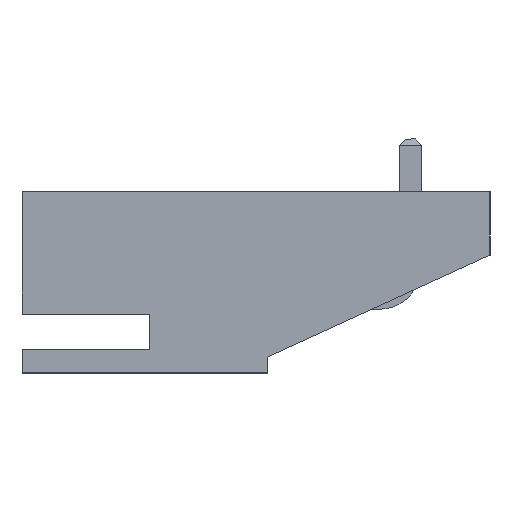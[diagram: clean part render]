
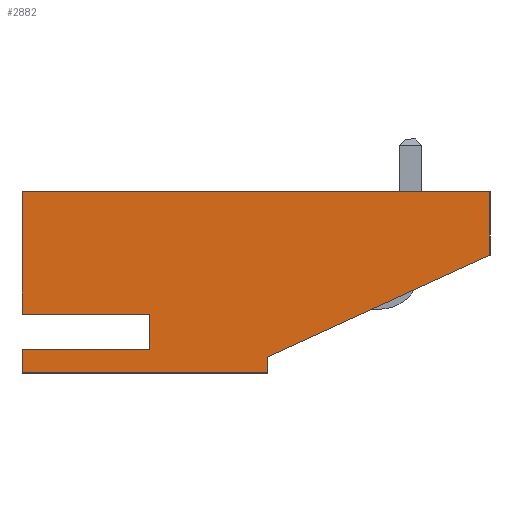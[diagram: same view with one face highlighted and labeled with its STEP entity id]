
A CAD part, left-side view. The second image highlights one B-rep face of the part: STEP entity #2882.
In plain terms, the highlighted planar face has unit normal (-1, 0, 0).
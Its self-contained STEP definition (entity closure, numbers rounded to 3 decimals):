
#1196 = EDGE_LOOP ( 'NONE', ( #2177, #2147, #2180, #2162, #2165, #2155, #2174, #2152, #2148, #2171 ) ) ;
#1821 = VERTEX_POINT ( 'NONE', #3655 ) ;
#1823 = VERTEX_POINT ( 'NONE', #3657 ) ;
#1824 = VERTEX_POINT ( 'NONE', #3660 ) ;
#1825 = VERTEX_POINT ( 'NONE', #3652 ) ;
#1826 = VERTEX_POINT ( 'NONE', #3661 ) ;
#1827 = VERTEX_POINT ( 'NONE', #3662 ) ;
#1828 = VERTEX_POINT ( 'NONE', #3663 ) ;
#1829 = VERTEX_POINT ( 'NONE', #3664 ) ;
#2061 = LINE ( 'NONE', #5006, #2068 ) ;
#2067 = LINE ( 'NONE', #5014, #2070 ) ;
#2068 = VECTOR ( 'NONE', #5013, 1000. ) ;
#2070 = VECTOR ( 'NONE', #5016, 1000. ) ;
#2085 = LINE ( 'NONE', #5028, #2090 ) ;
#2089 = LINE ( 'NONE', #5034, #2094 ) ;
#2090 = VECTOR ( 'NONE', #5035, 1000. ) ;
#2094 = VECTOR ( 'NONE', #5039, 1000. ) ;
#2147 = ORIENTED_EDGE ( 'NONE', *, *, #2550, .T. ) ;
#2148 = ORIENTED_EDGE ( 'NONE', *, *, #2560, .F. ) ;
#2152 = ORIENTED_EDGE ( 'NONE', *, *, #2549, .F. ) ;
#2155 = ORIENTED_EDGE ( 'NONE', *, *, #2582, .F. ) ;
#2162 = ORIENTED_EDGE ( 'NONE', *, *, #2573, .T. ) ;
#2165 = ORIENTED_EDGE ( 'NONE', *, *, #2600, .T. ) ;
#2171 = ORIENTED_EDGE ( 'NONE', *, *, #2594, .T. ) ;
#2174 = ORIENTED_EDGE ( 'NONE', *, *, #2562, .F. ) ;
#2177 = ORIENTED_EDGE ( 'NONE', *, *, #2614, .T. ) ;
#2180 = ORIENTED_EDGE ( 'NONE', *, *, #2610, .F. ) ;
#2349 = VERTEX_POINT ( 'NONE', #4947 ) ;
#2350 = VERTEX_POINT ( 'NONE', #4948 ) ;
#2549 = EDGE_CURVE ( 'NONE', #1829, #1821, #2061, .T. ) ;
#2550 = EDGE_CURVE ( 'NONE', #1824, #1826, #2067, .T. ) ;
#2560 = EDGE_CURVE ( 'NONE', #1828, #1829, #2085, .T. ) ;
#2562 = EDGE_CURVE ( 'NONE', #1821, #1827, #2089, .T. ) ;
#2573 = EDGE_CURVE ( 'NONE', #1825, #2350, #3706, .T. ) ;
#2582 = EDGE_CURVE ( 'NONE', #1827, #2349, #3724, .T. ) ;
#2594 = EDGE_CURVE ( 'NONE', #1828, #1823, #3740, .T. ) ;
#2600 = EDGE_CURVE ( 'NONE', #2350, #2349, #3752, .T. ) ;
#2610 = EDGE_CURVE ( 'NONE', #1825, #1826, #3780, .T. ) ;
#2614 = EDGE_CURVE ( 'NONE', #1823, #1824, #3788, .T. ) ;
#2882 = ADVANCED_FACE ( 'NONE', ( #4176 ), #6012, .F. ) ;
#3460 = AXIS2_PLACEMENT_3D ( 'NONE', #6005, #6014, #6015 ) ;
#3652 = CARTESIAN_POINT ( 'NONE',  ( -10., 7.7, -2.85 ) ) ;
#3655 = CARTESIAN_POINT ( 'NONE',  ( -10., -7., 2.85 ) ) ;
#3657 = CARTESIAN_POINT ( 'NONE',  ( -10., 3.7, -1. ) ) ;
#3660 = CARTESIAN_POINT ( 'NONE',  ( -10., 3.7, -2.1 ) ) ;
#3661 = CARTESIAN_POINT ( 'NONE',  ( -10., 7.7, -2.1 ) ) ;
#3662 = CARTESIAN_POINT ( 'NONE',  ( -10., -7., 0.85 ) ) ;
#3663 = CARTESIAN_POINT ( 'NONE',  ( -10., 7.7, -1. ) ) ;
#3664 = CARTESIAN_POINT ( 'NONE',  ( -10., 7.7, 2.85 ) ) ;
#3706 = LINE ( 'NONE', #5060, #3709 ) ;
#3709 = VECTOR ( 'NONE', #5061, 1000. ) ;
#3724 = LINE ( 'NONE', #5078, #3727 ) ;
#3727 = VECTOR ( 'NONE', #5080, 1000. ) ;
#3740 = LINE ( 'NONE', #5087, #3751 ) ;
#3751 = VECTOR ( 'NONE', #5103, 1000. ) ;
#3752 = LINE ( 'NONE', #5101, #3763 ) ;
#3763 = VECTOR ( 'NONE', #5115, 1000. ) ;
#3780 = LINE ( 'NONE', #5134, #3783 ) ;
#3783 = VECTOR ( 'NONE', #5135, 1000. ) ;
#3788 = LINE ( 'NONE', #5142, #3791 ) ;
#3791 = VECTOR ( 'NONE', #5143, 1000. ) ;
#4176 = FACE_OUTER_BOUND ( 'NONE', #1196, .T. ) ;
#4947 = CARTESIAN_POINT ( 'NONE',  ( -10., 0., -2.35 ) ) ;
#4948 = CARTESIAN_POINT ( 'NONE',  ( -10., 0., -2.85 ) ) ;
#5006 = CARTESIAN_POINT ( 'NONE',  ( -10., 7.7, 2.85 ) ) ;
#5013 = DIRECTION ( 'NONE',  ( 0., -1., 0. ) ) ;
#5014 = CARTESIAN_POINT ( 'NONE',  ( -10., 7.7, -2.1 ) ) ;
#5016 = DIRECTION ( 'NONE',  ( 0., 1., 0. ) ) ;
#5028 = CARTESIAN_POINT ( 'NONE',  ( -10., 7.7, 2.85 ) ) ;
#5034 = CARTESIAN_POINT ( 'NONE',  ( -10., -7., 0. ) ) ;
#5035 = DIRECTION ( 'NONE',  ( 0., 0., 1. ) ) ;
#5039 = DIRECTION ( 'NONE',  ( 0., 0., -1. ) ) ;
#5060 = CARTESIAN_POINT ( 'NONE',  ( -10., 7.7, -2.85 ) ) ;
#5061 = DIRECTION ( 'NONE',  ( 0., -1., 0. ) ) ;
#5078 = CARTESIAN_POINT ( 'NONE',  ( -10., -0.889, -1.944 ) ) ;
#5080 = DIRECTION ( 'NONE',  ( 0., 0.909, -0.416 ) ) ;
#5087 = CARTESIAN_POINT ( 'NONE',  ( -10., 7.7, -1. ) ) ;
#5101 = CARTESIAN_POINT ( 'NONE',  ( -10., 0., 2.85 ) ) ;
#5103 = DIRECTION ( 'NONE',  ( 0., -1., 0. ) ) ;
#5115 = DIRECTION ( 'NONE',  ( 0., 0., 1. ) ) ;
#5134 = CARTESIAN_POINT ( 'NONE',  ( -10., 7.7, 2.85 ) ) ;
#5135 = DIRECTION ( 'NONE',  ( 0., 0., 1. ) ) ;
#5142 = CARTESIAN_POINT ( 'NONE',  ( -10., 3.7, 2.85 ) ) ;
#5143 = DIRECTION ( 'NONE',  ( 0., 0., -1. ) ) ;
#6005 = CARTESIAN_POINT ( 'NONE',  ( -10., 7.7, 2.85 ) ) ;
#6012 = PLANE ( 'NONE',  #3460 ) ;
#6014 = DIRECTION ( 'NONE',  ( 1., 0., 0. ) ) ;
#6015 = DIRECTION ( 'NONE',  ( 0., 0., -1. ) ) ;
